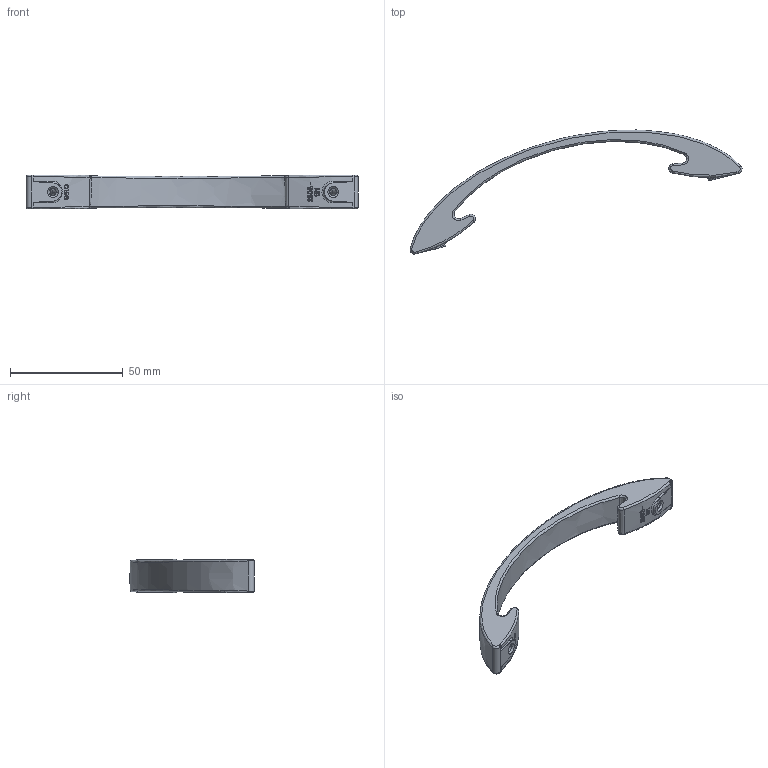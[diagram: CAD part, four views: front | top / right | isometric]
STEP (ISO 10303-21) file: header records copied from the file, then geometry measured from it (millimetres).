
FILE_DESCRIPTION(('Creo Elements/Direct Modeling STEP Export'),'2;1');
FILE_NAME('2502-151.stp','2020-09-08T10:44:51',(''),(''),'Creo Elements/Direct Modeling STEP processor for AP214 (Solid Model)','Creo Elements/Direct Modeling 20.0 12-Nov-2016 (C) Parametric Technology GmbH','');
FILE_SCHEMA(('AUTOMOTIVE_DESIGN { 1 0 10303 214 1 1 1 1 }'));
Length unit declared in the file: millimetre
Products named in the file (2): ZN-10980
Assembly tree (1 placements, depth 2):
  ZN-10980
    ZN-10980
Bounding box: 147.1 x 54.95 x 14.97 mm (x, y, z)
Volume: 18181 mm3; surface area: 7987.9 mm2
Topology: 1 solids, 1 shells, 556 faces, 1571 edges, 1032 vertices
Faces by surface type: plane 477, bspline 34, cylinder 31, cone 12, extrusion 2
Entity records: 26275 total; most frequent: CARTESIAN_POINT 11457, DIRECTION 3305, ORIENTED_EDGE 3134, EDGE_CURVE 1567, AXIS2_PLACEMENT_3D 1343, VERTEX_POINT 1032, ELLIPSE 732, VECTOR 619
